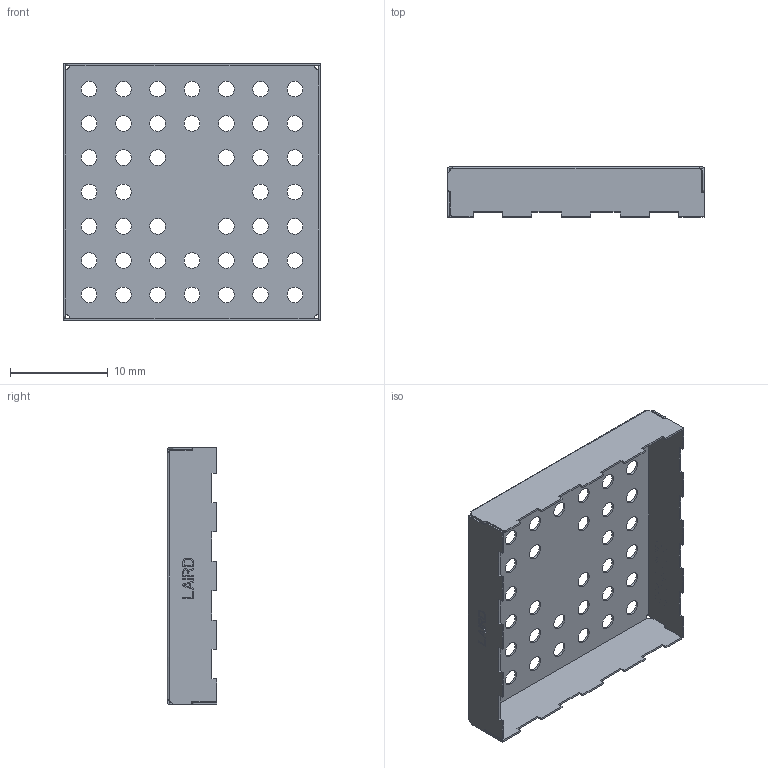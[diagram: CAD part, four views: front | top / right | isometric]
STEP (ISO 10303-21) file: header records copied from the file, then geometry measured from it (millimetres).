
FILE_DESCRIPTION (( 'STEP AP214' ), '1' );
FILE_NAME ('User Library-Laird-BMI-S-103-1.STEP', '2020-06-25T17:33:08', ( '' ), ( '' ), 'SwSTEP 2.0', 'SolidWorks 2019', '' );
FILE_SCHEMA (( 'AUTOMOTIVE_DESIGN' ));
Length unit declared in the file: inch
Products named in the file (2): User Library-Laird-BMI-S-103-1; Laird-$PARTNUMBER_Laird-BMI-S-103_BMI-S-103
Assembly tree (1 placements, depth 2):
  User Library-Laird-BMI-S-103-1
    Laird-$PARTNUMBER_Laird-BMI-S-103_BMI-S-103
Bounding box: 26.21 x 5.08 x 26.21 mm (x, y, z)
Volume: 214.2 mm3; surface area: 2232 mm2
Topology: 1 solids, 1 shells, 575 faces, 1635 edges, 1082 vertices
Faces by surface type: plane 429, cylinder 130, bspline 16
Entity records: 26570 total; most frequent: CARTESIAN_POINT 3712, ORIENTED_EDGE 3270, DIRECTION 2997, EDGE_CURVE 1635, LINE 1367, VECTOR 1367, VERTEX_POINT 1082, AXIS2_PLACEMENT_3D 815
